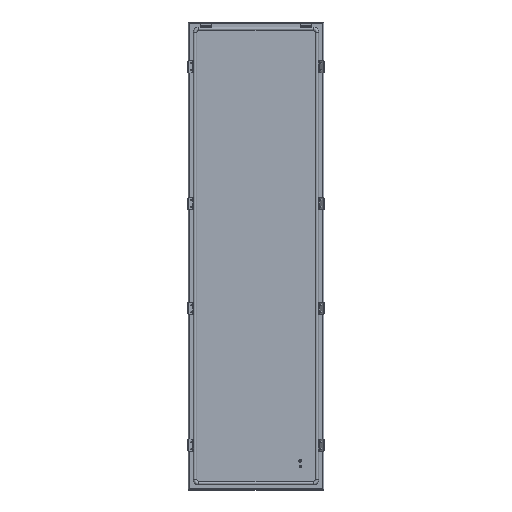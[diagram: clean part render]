
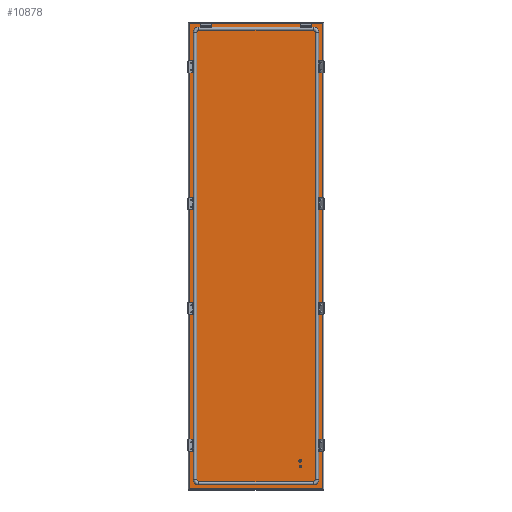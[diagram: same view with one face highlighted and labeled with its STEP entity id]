
A CAD part, top view. The second image highlights one B-rep face of the part: STEP entity #10878.
In plain terms, the highlighted planar face has unit normal (0, 0, 1).
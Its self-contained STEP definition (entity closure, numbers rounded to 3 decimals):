
#187 = DIRECTION ( 'NONE',  ( 0., 1., 0. ) ) ;
#213 = CARTESIAN_POINT ( 'NONE',  ( 189., -900., 0. ) ) ;
#1588 = CARTESIAN_POINT ( 'NONE',  ( -286.6, 997.6, 0. ) ) ;
#2117 = CARTESIAN_POINT ( 'NONE',  ( -274., 231.443, 0. ) ) ;
#2774 = DIRECTION ( 'NONE',  ( 1., 0., 0. ) ) ;
#2879 = DIRECTION ( 'NONE',  ( 1., 0., 0. ) ) ;
#2968 = FACE_BOUND ( 'NONE', #5844, .T. ) ;
#2989 = CIRCLE ( 'NONE', #43660, 8.443 ) ;
#3561 = DIRECTION ( 'NONE',  ( 0., -1., 0. ) ) ;
#4100 = FACE_BOUND ( 'NONE', #37293, .T. ) ;
#4474 = ORIENTED_EDGE ( 'NONE', *, *, #24479, .F. ) ;
#4710 = CIRCLE ( 'NONE', #15799, 8.443 ) ;
#4912 = EDGE_LOOP ( 'NONE', ( #20752 ) ) ;
#5038 = VERTEX_POINT ( 'NONE', #16388 ) ;
#5325 = EDGE_CURVE ( 'NONE', #13722, #13722, #4710, .T. ) ;
#5426 = CIRCLE ( 'NONE', #10141, 8.443 ) ;
#5844 = EDGE_LOOP ( 'NONE', ( #4474 ) ) ;
#6131 = CARTESIAN_POINT ( 'NONE',  ( 274., -223., 0. ) ) ;
#7865 = DIRECTION ( 'NONE',  ( 0., 0., -1. ) ) ;
#8720 = EDGE_CURVE ( 'NONE', #28067, #28067, #15761, .T. ) ;
#8823 = DIRECTION ( 'NONE',  ( 0., -1., 0. ) ) ;
#8887 = EDGE_CURVE ( 'NONE', #9656, #9656, #5426, .T. ) ;
#9602 = VERTEX_POINT ( 'NONE', #16805 ) ;
#9656 = VERTEX_POINT ( 'NONE', #12338 ) ;
#9906 = AXIS2_PLACEMENT_3D ( 'NONE', #44535, #28577, #27098 ) ;
#10141 = AXIS2_PLACEMENT_3D ( 'NONE', #11526, #18416, #15234 ) ;
#10385 = LINE ( 'NONE', #10807, #21268 ) ;
#10763 = VERTEX_POINT ( 'NONE', #27108 ) ;
#10807 = CARTESIAN_POINT ( 'NONE',  ( 286.6, -6000., 0. ) ) ;
#10878 = ADVANCED_FACE ( 'NONE', ( #31098, #4100, #43223, #32293, #33409, #23601, #30541, #22430, #12655, #2968 ), #32289, .T. ) ;
#11526 = CARTESIAN_POINT ( 'NONE',  ( -274., -809., 0. ) ) ;
#11709 = ORIENTED_EDGE ( 'NONE', *, *, #37281, .F. ) ;
#12104 = EDGE_LOOP ( 'NONE', ( #32472 ) ) ;
#12175 = CARTESIAN_POINT ( 'NONE',  ( 274., -231.443, 0. ) ) ;
#12285 = CIRCLE ( 'NONE', #26123, 8.443 ) ;
#12338 = CARTESIAN_POINT ( 'NONE',  ( -274., -817.443, 0. ) ) ;
#12655 = FACE_BOUND ( 'NONE', #26373, .T. ) ;
#12923 = CARTESIAN_POINT ( 'NONE',  ( -5000., 997.6, 0. ) ) ;
#13722 = VERTEX_POINT ( 'NONE', #23107 ) ;
#13986 = ORIENTED_EDGE ( 'NONE', *, *, #8887, .T. ) ;
#14253 = VERTEX_POINT ( 'NONE', #2117 ) ;
#14435 = AXIS2_PLACEMENT_3D ( 'NONE', #6131, #46607, #32185 ) ;
#15234 = DIRECTION ( 'NONE',  ( 0., -1., 0. ) ) ;
#15761 = CIRCLE ( 'NONE', #14435, 8.443 ) ;
#15799 = AXIS2_PLACEMENT_3D ( 'NONE', #39589, #25048, #40712 ) ;
#16241 = EDGE_LOOP ( 'NONE', ( #34253 ) ) ;
#16388 = CARTESIAN_POINT ( 'NONE',  ( 286.6, -997.6, 0. ) ) ;
#16576 = VERTEX_POINT ( 'NONE', #42119 ) ;
#16805 = CARTESIAN_POINT ( 'NONE',  ( 274., -817.443, 0. ) ) ;
#17736 = EDGE_CURVE ( 'NONE', #25770, #25770, #2989, .T. ) ;
#18416 = DIRECTION ( 'NONE',  ( 0., 0., -1. ) ) ;
#18498 = ORIENTED_EDGE ( 'NONE', *, *, #40482, .F. ) ;
#18555 = EDGE_CURVE ( 'NONE', #38743, #5038, #43249, .T. ) ;
#18598 = DIRECTION ( 'NONE',  ( 1., 0., 0. ) ) ;
#19080 = DIRECTION ( 'NONE',  ( 0., 0., 1. ) ) ;
#19491 = CARTESIAN_POINT ( 'NONE',  ( -274., 809., 0. ) ) ;
#19692 = LINE ( 'NONE', #12923, #45637 ) ;
#19853 = EDGE_LOOP ( 'NONE', ( #13986 ) ) ;
#20532 = VERTEX_POINT ( 'NONE', #42600 ) ;
#20752 = ORIENTED_EDGE ( 'NONE', *, *, #27241, .T. ) ;
#21002 = CARTESIAN_POINT ( 'NONE',  ( -5000., -997.6, 0. ) ) ;
#21268 = VECTOR ( 'NONE', #43845, 1000. ) ;
#21366 = AXIS2_PLACEMENT_3D ( 'NONE', #213, #40710, #18598 ) ;
#21741 = VERTEX_POINT ( 'NONE', #34995 ) ;
#21815 = CARTESIAN_POINT ( 'NONE',  ( -274., -223., 0. ) ) ;
#22118 = CIRCLE ( 'NONE', #42088, 8.443 ) ;
#22430 = FACE_BOUND ( 'NONE', #38937, .T. ) ;
#22460 = CIRCLE ( 'NONE', #21366, 0.5 ) ;
#23063 = DIRECTION ( 'NONE',  ( 0., 1., 0. ) ) ;
#23107 = CARTESIAN_POINT ( 'NONE',  ( 274., 817.443, 0. ) ) ;
#23601 = FACE_BOUND ( 'NONE', #19853, .T. ) ;
#23883 = LINE ( 'NONE', #45859, #44655 ) ;
#24184 = ORIENTED_EDGE ( 'NONE', *, *, #40824, .F. ) ;
#24366 = CIRCLE ( 'NONE', #9906, 8.443 ) ;
#24479 = EDGE_CURVE ( 'NONE', #21741, #21741, #12285, .T. ) ;
#24622 = EDGE_CURVE ( 'NONE', #42164, #10763, #19692, .T. ) ;
#25048 = DIRECTION ( 'NONE',  ( 0., 0., -1. ) ) ;
#25158 = CARTESIAN_POINT ( 'NONE',  ( 0., 0., 0. ) ) ;
#25542 = CARTESIAN_POINT ( 'NONE',  ( 274., 223., 0. ) ) ;
#25770 = VERTEX_POINT ( 'NONE', #27593 ) ;
#26123 = AXIS2_PLACEMENT_3D ( 'NONE', #19491, #26910, #23063 ) ;
#26373 = EDGE_LOOP ( 'NONE', ( #11709 ) ) ;
#26561 = ORIENTED_EDGE ( 'NONE', *, *, #8720, .F. ) ;
#26910 = DIRECTION ( 'NONE',  ( 0., 0., 1. ) ) ;
#27098 = DIRECTION ( 'NONE',  ( 0., 1., 0. ) ) ;
#27108 = CARTESIAN_POINT ( 'NONE',  ( 286.6, 997.6, 0. ) ) ;
#27241 = EDGE_CURVE ( 'NONE', #16576, #16576, #27454, .T. ) ;
#27454 = CIRCLE ( 'NONE', #47526, 8.443 ) ;
#27593 = CARTESIAN_POINT ( 'NONE',  ( -274., -231.443, 0. ) ) ;
#28067 = VERTEX_POINT ( 'NONE', #12175 ) ;
#28577 = DIRECTION ( 'NONE',  ( 0., 0., 1. ) ) ;
#29089 = DIRECTION ( 'NONE',  ( 0., 0., -1. ) ) ;
#30541 = FACE_BOUND ( 'NONE', #4912, .T. ) ;
#31098 = FACE_BOUND ( 'NONE', #16241, .T. ) ;
#32185 = DIRECTION ( 'NONE',  ( 0., -1., 0. ) ) ;
#32289 = PLANE ( 'NONE',  #47360 ) ;
#32293 = FACE_OUTER_BOUND ( 'NONE', #40561, .T. ) ;
#32472 = ORIENTED_EDGE ( 'NONE', *, *, #17736, .T. ) ;
#33222 = ORIENTED_EDGE ( 'NONE', *, *, #43383, .T. ) ;
#33409 = FACE_BOUND ( 'NONE', #12104, .T. ) ;
#34253 = ORIENTED_EDGE ( 'NONE', *, *, #39474, .F. ) ;
#34656 = ORIENTED_EDGE ( 'NONE', *, *, #24622, .F. ) ;
#34995 = CARTESIAN_POINT ( 'NONE',  ( -274., 817.443, 0. ) ) ;
#35109 = VECTOR ( 'NONE', #2774, 1000. ) ;
#35899 = ORIENTED_EDGE ( 'NONE', *, *, #5325, .T. ) ;
#37281 = EDGE_CURVE ( 'NONE', #14253, #14253, #24366, .T. ) ;
#37293 = EDGE_LOOP ( 'NONE', ( #26561 ) ) ;
#38533 = DIRECTION ( 'NONE',  ( 1., 0., 0. ) ) ;
#38743 = VERTEX_POINT ( 'NONE', #39672 ) ;
#38937 = EDGE_LOOP ( 'NONE', ( #35899 ) ) ;
#38953 = DIRECTION ( 'NONE',  ( 0., 1., 0. ) ) ;
#39474 = EDGE_CURVE ( 'NONE', #20532, #20532, #22460, .T. ) ;
#39589 = CARTESIAN_POINT ( 'NONE',  ( 274., 809., 0. ) ) ;
#39672 = CARTESIAN_POINT ( 'NONE',  ( -286.6, -997.6, 0. ) ) ;
#40482 = EDGE_CURVE ( 'NONE', #38743, #42164, #23883, .T. ) ;
#40561 = EDGE_LOOP ( 'NONE', ( #47319, #33222, #34656, #18498 ) ) ;
#40710 = DIRECTION ( 'NONE',  ( 0., 0., 1. ) ) ;
#40712 = DIRECTION ( 'NONE',  ( 0., 1., 0. ) ) ;
#40824 = EDGE_CURVE ( 'NONE', #9602, #9602, #22118, .T. ) ;
#40861 = CARTESIAN_POINT ( 'NONE',  ( 274., -809., 0. ) ) ;
#42088 = AXIS2_PLACEMENT_3D ( 'NONE', #40861, #19080, #8823 ) ;
#42119 = CARTESIAN_POINT ( 'NONE',  ( 274., 231.443, 0. ) ) ;
#42164 = VERTEX_POINT ( 'NONE', #1588 ) ;
#42600 = CARTESIAN_POINT ( 'NONE',  ( 189.5, -900., 0. ) ) ;
#43223 = FACE_BOUND ( 'NONE', #46145, .T. ) ;
#43249 = LINE ( 'NONE', #21002, #35109 ) ;
#43383 = EDGE_CURVE ( 'NONE', #5038, #10763, #10385, .T. ) ;
#43660 = AXIS2_PLACEMENT_3D ( 'NONE', #21815, #29089, #3561 ) ;
#43845 = DIRECTION ( 'NONE',  ( 0., 1., 0. ) ) ;
#44535 = CARTESIAN_POINT ( 'NONE',  ( -274., 223., 0. ) ) ;
#44655 = VECTOR ( 'NONE', #38953, 1000. ) ;
#45637 = VECTOR ( 'NONE', #38533, 1000. ) ;
#45859 = CARTESIAN_POINT ( 'NONE',  ( -286.6, -6000., 0. ) ) ;
#46145 = EDGE_LOOP ( 'NONE', ( #24184 ) ) ;
#46607 = DIRECTION ( 'NONE',  ( 0., 0., 1. ) ) ;
#46722 = DIRECTION ( 'NONE',  ( 0., 0., 1. ) ) ;
#47319 = ORIENTED_EDGE ( 'NONE', *, *, #18555, .T. ) ;
#47360 = AXIS2_PLACEMENT_3D ( 'NONE', #25158, #46722, #2879 ) ;
#47526 = AXIS2_PLACEMENT_3D ( 'NONE', #25542, #7865, #187 ) ;
